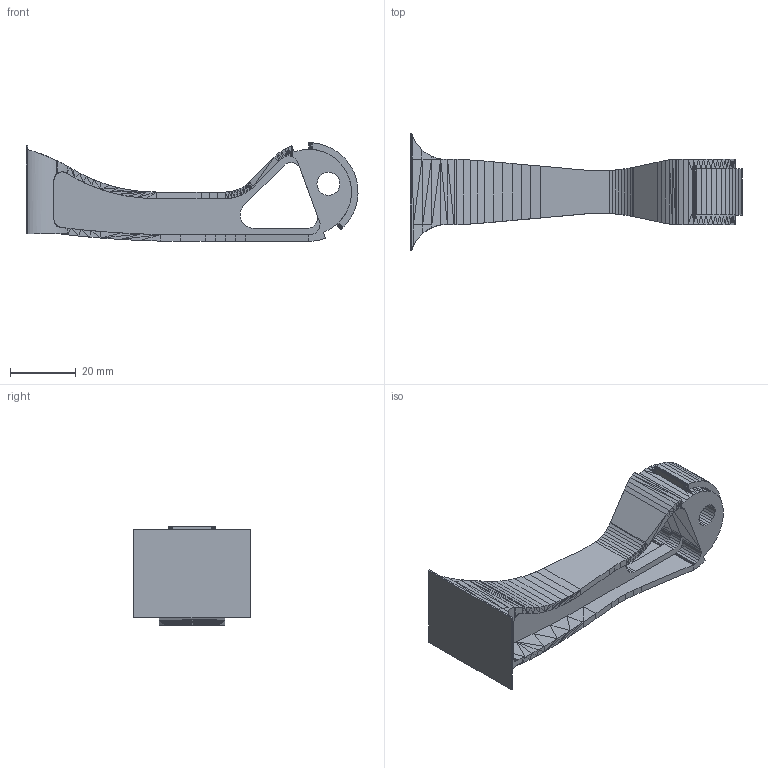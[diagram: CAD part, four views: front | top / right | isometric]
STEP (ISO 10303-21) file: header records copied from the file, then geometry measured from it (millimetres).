
FILE_DESCRIPTION(('FreeCAD Model'),'2;1');
FILE_NAME('Open CASCADE Shape Model','2024-11-02T19:24:48',(''),(''), 'Open CASCADE STEP processor 7.6','FreeCAD','Unknown');
FILE_SCHEMA(('AUTOMOTIVE_DESIGN { 1 0 10303 214 1 1 1 1 }'));
Length unit declared in the file: millimetre
Products named in the file (1): Leg
Bounding box: 100.99 x 35.5 x 30 mm (x, y, z)
Volume: 19665.6 mm3; surface area: 11956.4 mm2
Topology: 1 solids, 1 shells, 809 faces, 1620 edges, 811 vertices
Faces by surface type: plane 805, cylinder 4
Entity records: 19560 total; most frequent: DIRECTION 3332, CARTESIAN_POINT 3241, ORIENTED_EDGE 3240, EDGE_CURVE 1620, LINE 1528, VECTOR 1528, AXIS2_PLACEMENT_3D 902, FACE_BOUND 811
